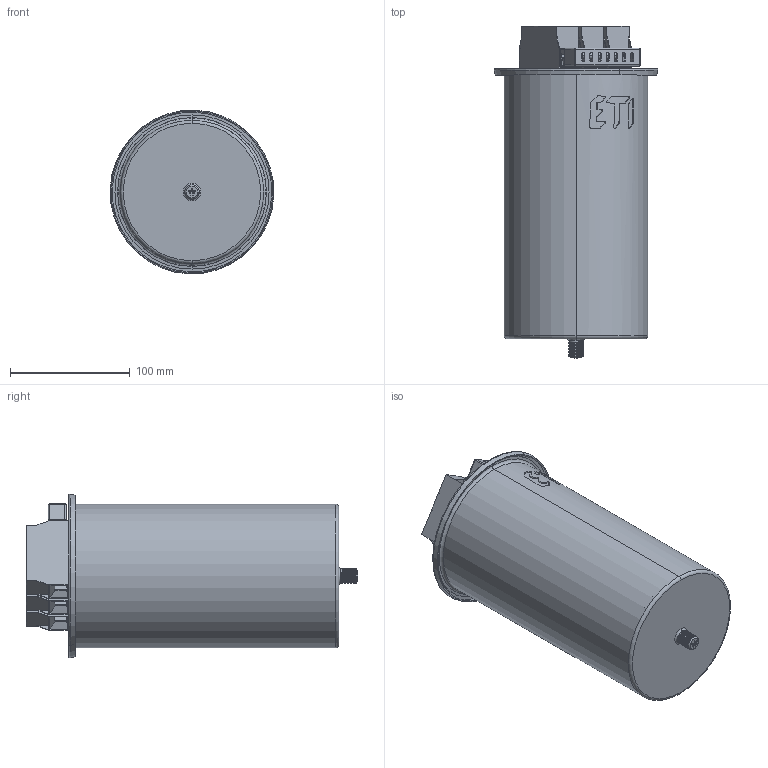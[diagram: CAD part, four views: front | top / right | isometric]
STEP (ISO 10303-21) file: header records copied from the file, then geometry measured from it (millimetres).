
FILE_DESCRIPTION((''),'2;1');
FILE_NAME('LPC-DW_20_KVAR_400V_50HZ_B_ASM','2022-07-21T14:59:06',('klemen.sitar'),('Audax d.o.o.'),'CREO PARAMETRIC BY PTC INC, 2021304','CREO PARAMETRIC BY PTC INC, 2021304','');
FILE_SCHEMA(('AP242_MANAGED_MODEL_BASED_3D_ENGINEERING_MIM_LF { 1 0 10303 442 1 1 4 }'));
Products named in the file (31): COND-GOMA_SEPARACION_M6; COND-PIEZA_1_M6; COND-PIEZA_2_M6; COND-TORNILLO_M6; COND-PRESILLA_GRANDE; COND-SEPARADOR_PLASTICO_GRANDE; COND-PATILLA_GRANDE; CABLE_CABLE_3-COND-CONJUNTO_RES; CABLE_3-COND-CONJUNTO_RESISTENC_ASM; COND-CONJRES-PUNTERA_PARA_RESIS; CABLE_CABLE_7-COND-CONJUNTO_RES; CABLE_7-COND-CONJUNTO_RESISTENC_ASM; CABLE_CABLE_5-COND-CONJUNTO_RES; CABLE_5-COND-CONJUNTO_RESISTENC_ASM; COND-CONJRES-RESISTENCIA; CABLE_CABLE_4-COND-CONJUNTO_RES; CABLE_4-COND-CONJUNTO_RESISTENC_ASM; COND-CONJRES-FUNDA; CABLE_CABLE_6-COND-CONJUNTO_RES; CABLE_6-COND-CONJUNTO_RESISTENC_ASM; CABLE_HARNESS_7-COND-CONJUNTO_R; HARNESS_7-COND-CONJUNTO_RESISTE_ASM; RECUBRIMIENTO_RESISTENCIA; COND-CONJUNTO_RESISTENCIA_GRAND_ASM; COND-PLETINA_COBRE_M6; TAPA_FASE_M6; COND-PASADOR_DE_COBRE_GRANDE; COND-TAPA_BOTE_CONDENSADORES_12; COND-BOTE_120X225; H42_67MM_USED_FOR_LPC-DW; LPC-DW_20_KVAR_400V_50HZ_B_ASM
Assembly tree (55 placements, depth 4):
  LPC-DW_20_KVAR_400V_50HZ_B_ASM
    COND-GOMA_SEPARACION_M6  x3
    COND-PIEZA_1_M6  x3
    COND-PIEZA_2_M6  x3
    COND-TORNILLO_M6  x6
    COND-PRESILLA_GRANDE  x3
    COND-SEPARADOR_PLASTICO_GRANDE
    COND-PATILLA_GRANDE  x3
    COND-CONJUNTO_RESISTENCIA_GRAND_ASM
      CABLE_3-COND-CONJUNTO_RESISTENC_ASM
        CABLE_CABLE_3-COND-CONJUNTO_RES
      COND-CONJRES-PUNTERA_PARA_RESIS  x3
      CABLE_7-COND-CONJUNTO_RESISTENC_ASM
        CABLE_CABLE_7-COND-CONJUNTO_RES
      CABLE_5-COND-CONJUNTO_RESISTENC_ASM
        CABLE_CABLE_5-COND-CONJUNTO_RES
      COND-CONJRES-RESISTENCIA  x3
      CABLE_4-COND-CONJUNTO_RESISTENC_ASM
        CABLE_CABLE_4-COND-CONJUNTO_RES
      COND-CONJRES-FUNDA
      CABLE_6-COND-CONJUNTO_RESISTENC_ASM
        CABLE_CABLE_6-COND-CONJUNTO_RES
      HARNESS_7-COND-CONJUNTO_RESISTE_ASM
        CABLE_HARNESS_7-COND-CONJUNTO_R
      RECUBRIMIENTO_RESISTENCIA
    COND-PLETINA_COBRE_M6  x3
    TAPA_FASE_M6  x3
    COND-PASADOR_DE_COBRE_GRANDE  x3
    COND-TAPA_BOTE_CONDENSADORES_12
    COND-BOTE_120X225
    H42_67MM_USED_FOR_LPC-DW
Bounding box: 136.82 x 277.7 x 136.82 mm (x, y, z)
Volume: 188762.2 mm3; surface area: 330008.6 mm2
Topology: 47 solids, 50 shells, 1528 faces, 3898 edges, 2516 vertices
Faces by surface type: plane 772, cylinder 561, bspline 91, torus 68, cone 28, extrusion 4, sphere 4
Entity records: 116045 total; most frequent: CARTESIAN_POINT 85024, ORIENTED_EDGE 3573, DIRECTION 3488, PRESENTATION_STYLE_ASSIGNMENT 2562, STYLED_ITEM 2539, CURVE_STYLE 1834, EDGE_CURVE 1796, AXIS2_PLACEMENT_3D 1273
